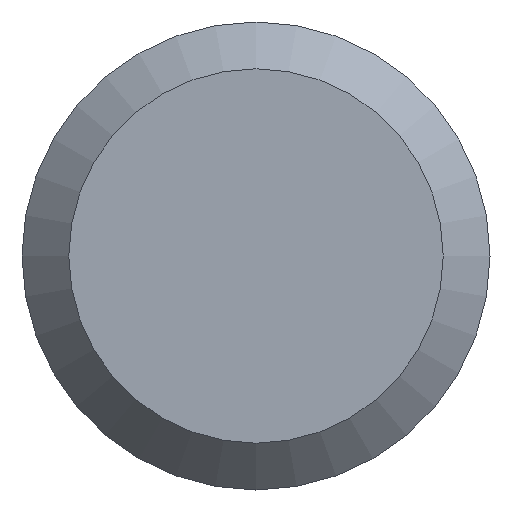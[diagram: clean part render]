
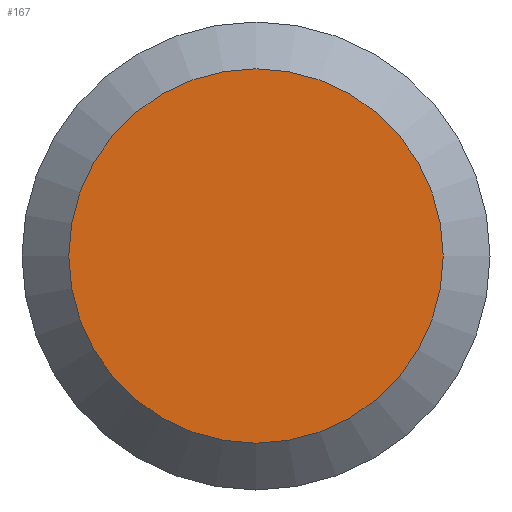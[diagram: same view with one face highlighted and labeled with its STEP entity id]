
A CAD part, left-side view. The second image highlights one B-rep face of the part: STEP entity #167.
In plain terms, the highlighted planar face has unit normal (-1, 0, 0).
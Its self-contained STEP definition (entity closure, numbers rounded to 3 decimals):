
#2 = FACE_OUTER_BOUND ( 'NONE', #156, .T. ) ;
#12 = CARTESIAN_POINT ( 'NONE',  ( 0., 0., -4.68 ) ) ;
#26 = VERTEX_POINT ( 'NONE', #12 ) ;
#76 = CARTESIAN_POINT ( 'NONE',  ( 0., 0., 0. ) ) ;
#108 = CARTESIAN_POINT ( 'NONE',  ( 0., 5.85, 0. ) ) ;
#109 = DIRECTION ( 'NONE',  ( 0., 0., -1. ) ) ;
#116 = DIRECTION ( 'NONE',  ( 1., 0., 0. ) ) ;
#137 = AXIS2_PLACEMENT_3D ( 'NONE', #76, #147, #109 ) ;
#147 = DIRECTION ( 'NONE',  ( -1., 0., 0. ) ) ;
#156 = EDGE_LOOP ( 'NONE', ( #181 ) ) ;
#167 = ADVANCED_FACE ( 'NONE', ( #2 ), #196, .F. ) ;
#174 = DIRECTION ( 'NONE',  ( 0., 0., -1. ) ) ;
#178 = EDGE_CURVE ( 'NONE', #26, #26, #180, .T. ) ;
#180 = CIRCLE ( 'NONE', #137, 4.68 ) ;
#181 = ORIENTED_EDGE ( 'NONE', *, *, #178, .T. ) ;
#187 = AXIS2_PLACEMENT_3D ( 'NONE', #108, #116, #174 ) ;
#196 = PLANE ( 'NONE',  #187 ) ;
